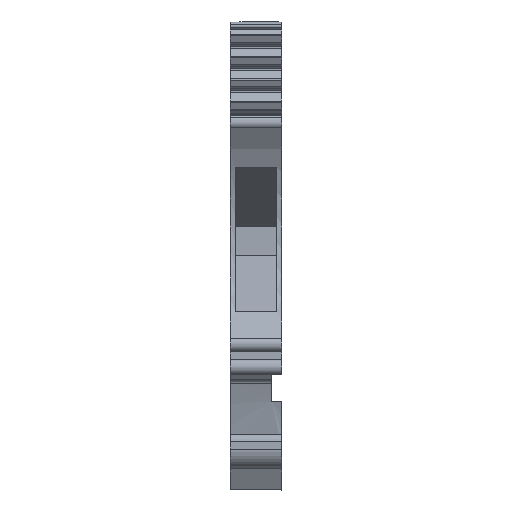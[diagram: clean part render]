
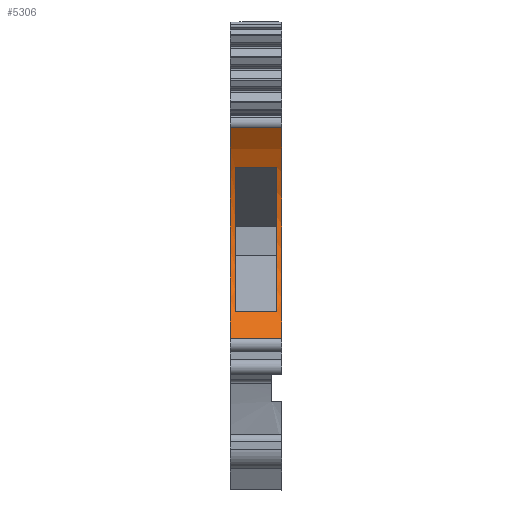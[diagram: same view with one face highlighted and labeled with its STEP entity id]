
A CAD part, front view. The second image highlights one B-rep face of the part: STEP entity #5306.
In plain terms, the highlighted cylindrical face has radius 15.05 mm (diameter 30.1 mm), a partial arc.
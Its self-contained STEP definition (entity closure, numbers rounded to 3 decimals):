
#544=AXIS2_PLACEMENT_3D('Circle Axis2P3D',#542,#543,$) ;
#2337=AXIS2_PLACEMENT_3D('Circle Axis2P3D',#2335,#2336,$) ;
#5259=AXIS2_PLACEMENT_3D('Cylinder Axis2P3D',#5256,#5257,#5258) ;
#5274=AXIS2_PLACEMENT_3D('Circle Axis2P3D',#5272,#5273,$) ;
#5290=AXIS2_PLACEMENT_3D('Circle Axis2P3D',#5288,#5289,$) ;
#539=CARTESIAN_POINT('Vertex',(5.1,6.167,35.828)) ;
#542=CARTESIAN_POINT('Axis2P3D Location',(5.1,-5.549,26.382)) ;
#546=CARTESIAN_POINT('Vertex',(5.1,4.261,14.969)) ;
#2332=CARTESIAN_POINT('Vertex',(0.,4.261,14.969)) ;
#2335=CARTESIAN_POINT('Axis2P3D Location',(0.,-5.549,26.382)) ;
#2339=CARTESIAN_POINT('Vertex',(0.,6.167,35.828)) ;
#5244=CARTESIAN_POINT('Line Origine',(1.94,4.261,14.969)) ;
#5256=CARTESIAN_POINT('Axis2P3D Location',(2.55,-5.549,26.382)) ;
#5261=CARTESIAN_POINT('Line Origine',(2.55,6.167,35.828)) ;
#5272=CARTESIAN_POINT('Axis2P3D Location',(0.5,-5.549,26.382)) ;
#5276=CARTESIAN_POINT('Vertex',(0.5,8.472,31.85)) ;
#5278=CARTESIAN_POINT('Vertex',(0.5,6.709,17.65)) ;
#5281=CARTESIAN_POINT('Line Origine',(2.55,8.472,31.85)) ;
#5285=CARTESIAN_POINT('Vertex',(4.6,8.472,31.85)) ;
#5288=CARTESIAN_POINT('Axis2P3D Location',(4.6,-5.549,26.382)) ;
#5292=CARTESIAN_POINT('Vertex',(4.6,6.709,17.65)) ;
#5295=CARTESIAN_POINT('Line Origine',(2.55,6.709,17.65)) ;
#543=DIRECTION('Axis2P3D Direction',(-1.,0.,0.)) ;
#2336=DIRECTION('Axis2P3D Direction',(-1.,0.,0.)) ;
#5245=DIRECTION('Vector Direction',(1.,0.,0.)) ;
#5257=DIRECTION('Axis2P3D Direction',(-1.,0.,0.)) ;
#5258=DIRECTION('Axis2P3D XDirection',(0.,0.779,0.628)) ;
#5262=DIRECTION('Vector Direction',(-1.,0.,0.)) ;
#5273=DIRECTION('Axis2P3D Direction',(-1.,0.,0.)) ;
#5282=DIRECTION('Vector Direction',(-1.,0.,0.)) ;
#5289=DIRECTION('Axis2P3D Direction',(-1.,0.,0.)) ;
#5296=DIRECTION('Vector Direction',(-1.,0.,0.)) ;
#5246=VECTOR('Line Direction',#5245,1.) ;
#5263=VECTOR('Line Direction',#5262,1.) ;
#5283=VECTOR('Line Direction',#5282,1.) ;
#5297=VECTOR('Line Direction',#5296,1.) ;
#5267=ORIENTED_EDGE('',*,*,#2341,.F.) ;
#5268=ORIENTED_EDGE('',*,*,#5248,.F.) ;
#5269=ORIENTED_EDGE('',*,*,#548,.F.) ;
#5270=ORIENTED_EDGE('',*,*,#5265,.T.) ;
#5301=ORIENTED_EDGE('',*,*,#5280,.F.) ;
#5302=ORIENTED_EDGE('',*,*,#5287,.F.) ;
#5303=ORIENTED_EDGE('',*,*,#5294,.T.) ;
#5304=ORIENTED_EDGE('',*,*,#5299,.T.) ;
#5305=FACE_BOUND('',#5300,.T.) ;
#5306=ADVANCED_FACE('KLTR',(#5271,#5305),#5260,.F.) ;
#545=CIRCLE('generated circle',#544,15.05) ;
#2338=CIRCLE('generated circle',#2337,15.05) ;
#5275=CIRCLE('generated circle',#5274,15.05) ;
#5291=CIRCLE('generated circle',#5290,15.05) ;
#5260=CYLINDRICAL_SURFACE('generated cylinder',#5259,15.05) ;
#548=EDGE_CURVE('',#540,#547,#545,.T.) ;
#2341=EDGE_CURVE('',#2333,#2340,#2338,.F.) ;
#5248=EDGE_CURVE('',#547,#2333,#5247,.F.) ;
#5265=EDGE_CURVE('',#540,#2340,#5264,.T.) ;
#5280=EDGE_CURVE('',#5277,#5279,#5275,.T.) ;
#5287=EDGE_CURVE('',#5286,#5277,#5284,.T.) ;
#5294=EDGE_CURVE('',#5286,#5293,#5291,.T.) ;
#5299=EDGE_CURVE('',#5293,#5279,#5298,.T.) ;
#5266=EDGE_LOOP('',(#5267,#5268,#5269,#5270)) ;
#5300=EDGE_LOOP('',(#5301,#5302,#5303,#5304)) ;
#5271=FACE_OUTER_BOUND('',#5266,.T.) ;
#5247=LINE('Line',#5244,#5246) ;
#5264=LINE('Line',#5261,#5263) ;
#5284=LINE('Line',#5281,#5283) ;
#5298=LINE('Line',#5295,#5297) ;
#540=VERTEX_POINT('',#539) ;
#547=VERTEX_POINT('',#546) ;
#2333=VERTEX_POINT('',#2332) ;
#2340=VERTEX_POINT('',#2339) ;
#5277=VERTEX_POINT('',#5276) ;
#5279=VERTEX_POINT('',#5278) ;
#5286=VERTEX_POINT('',#5285) ;
#5293=VERTEX_POINT('',#5292) ;
